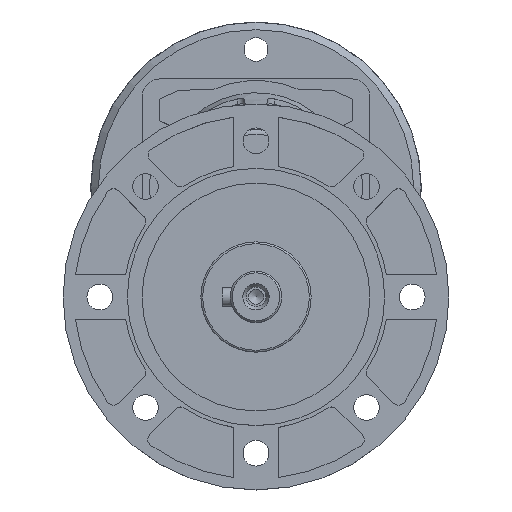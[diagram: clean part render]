
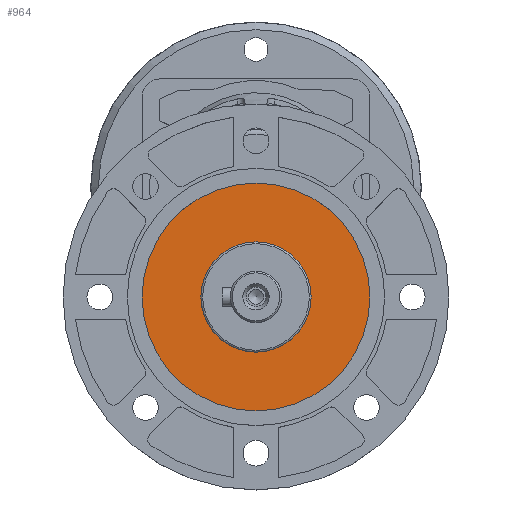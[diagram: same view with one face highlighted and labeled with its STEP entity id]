
A CAD part, top view. The second image highlights one B-rep face of the part: STEP entity #964.
In plain terms, the highlighted planar face has unit normal (0, 0, 1).
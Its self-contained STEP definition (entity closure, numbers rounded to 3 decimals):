
#964 = ADVANCED_FACE( '', ( #2251, #2252 ), #2253, .F. );
#2251 = FACE_BOUND( '', #4160, .T. );
#2252 = FACE_OUTER_BOUND( '', #4161, .T. );
#2253 = PLANE( '', #4162 );
#4160 = EDGE_LOOP( '', ( #7310 ) );
#4161 = EDGE_LOOP( '', ( #7311 ) );
#4162 = AXIS2_PLACEMENT_3D( '', #7312, #7313, #7314 );
#7310 = ORIENTED_EDGE( '', *, *, #10822, .F. );
#7311 = ORIENTED_EDGE( '', *, *, #10823, .F. );
#7312 = CARTESIAN_POINT( '', ( 0., 0., 0. ) );
#7313 = DIRECTION( '', ( 0., 0., -1. ) );
#7314 = DIRECTION( '', ( 0., -1., 0. ) );
#10822 = EDGE_CURVE( '', #13217, #13217, #13218, .T. );
#10823 = EDGE_CURVE( '', #13219, #13219, #13220, .T. );
#13217 = VERTEX_POINT( '', #17166 );
#13218 = CIRCLE( '', #17167, 15. );
#13219 = VERTEX_POINT( '', #17168 );
#13220 = CIRCLE( '', #17169, 31. );
#17166 = CARTESIAN_POINT( '', ( 15., 0., 0. ) );
#17167 = AXIS2_PLACEMENT_3D( '', #19488, #19489, #19490 );
#17168 = CARTESIAN_POINT( '', ( -31., 0., 0. ) );
#17169 = AXIS2_PLACEMENT_3D( '', #19491, #19492, #19493 );
#19488 = CARTESIAN_POINT( '', ( 0., 0., 0. ) );
#19489 = DIRECTION( '', ( 0., 0., 1. ) );
#19490 = DIRECTION( '', ( 1., 0., 0. ) );
#19491 = CARTESIAN_POINT( '', ( 0., 0., 0. ) );
#19492 = DIRECTION( '', ( 0., 0., -1. ) );
#19493 = DIRECTION( '', ( -1., 0., 0. ) );
